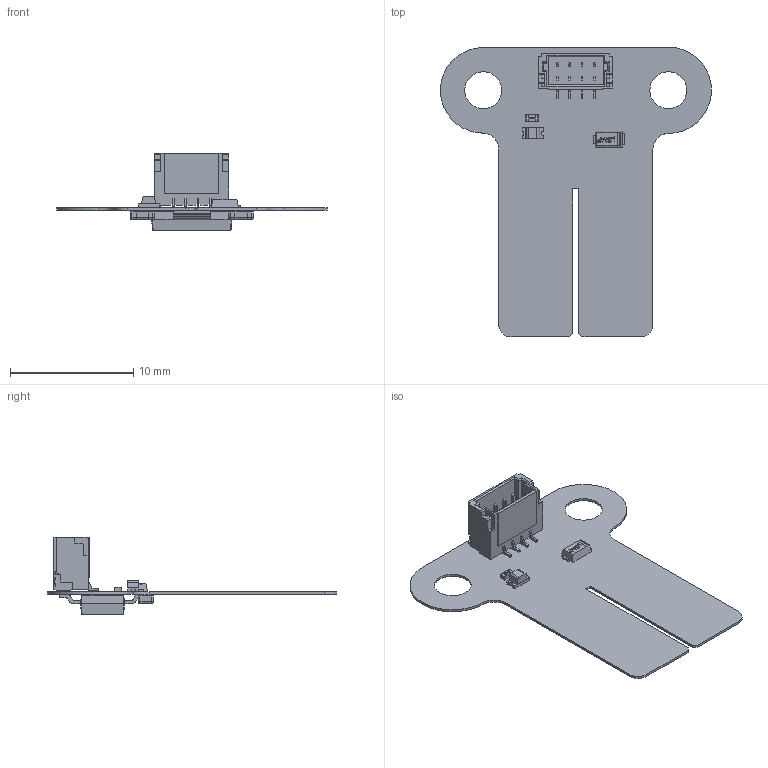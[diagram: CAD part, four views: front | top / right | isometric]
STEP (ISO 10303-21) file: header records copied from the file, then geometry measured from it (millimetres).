
FILE_DESCRIPTION(('Open CASCADE Model'),'2;1');
FILE_NAME('Open CASCADE Shape Model','2025-05-20T09:46:29',('Author'),( 'Open CASCADE'),'Open CASCADE STEP processor 7.5','Open CASCADE 7.5' ,'Unknown');
FILE_SCHEMA(('AUTOMOTIVE_DESIGN { 1 0 10303 214 1 1 1 1 }'));
Length unit declared in the file: millimetre
Products named in the file (27): PCB; Board; Open CASCADE STEP translator 7.5 27.1.1; R3; User Library-R SMD 0402; User Library-R SMD 0402_0402 BODY; User Library-R SMD 0402_0402 PAD; User Library-R SMD 0402_0402 OPIS; PWR; 0603 LED Red; Pad; Pad005; Pad001; Pad004; Pad003; Lens; D; DUELink-Connector-BM04B-SRSS-TB; IC1; SOT-223; D1; User Library-MicroSMP-1; User Library-MicroSMP-1_Body; User Library-MicroSMP-1_Pins; C2; 0805 SMD Capacitor; C1
Assembly tree (28 placements, depth 4):
  PCB
    Board
      Open CASCADE STEP translator 7.5 27.1.1
    R3
      User Library-R SMD 0402
        User Library-R SMD 0402_0402 BODY
        User Library-R SMD 0402_0402 PAD  x2
        User Library-R SMD 0402_0402 OPIS
    PWR
      0603 LED Red
        Pad
        Pad005
        Pad001
        Pad004
        Pad003
        Lens
    D
      DUELink-Connector-BM04B-SRSS-TB
    IC1
      SOT-223
    D1
      User Library-MicroSMP-1
        User Library-MicroSMP-1_Body
        User Library-MicroSMP-1_Pins
    C2
      0805 SMD Capacitor
    C1
      0805 SMD Capacitor
Bounding box: 21.97 x 23.5 x 6.32 mm (x, y, z)
Volume: 147 mm3; surface area: 1037.1 mm2
Topology: 34 solids, 34 shells, 821 faces, 3470 edges, 4150 vertices
Faces by surface type: plane 557, bspline 124, cylinder 116, sphere 24
Full cylindrical faces by diameter (mm): 3 x2
Entity records: 42334 total; most frequent: CARTESIAN_POINT 13305, DIRECTION 4598, ORIENTED_EDGE 3564, LINE 2776, VECTOR 2776, EDGE_CURVE 1782, GEOMETRIC_CURVE_SET 1428, TRIMMED_CURVE 1428
